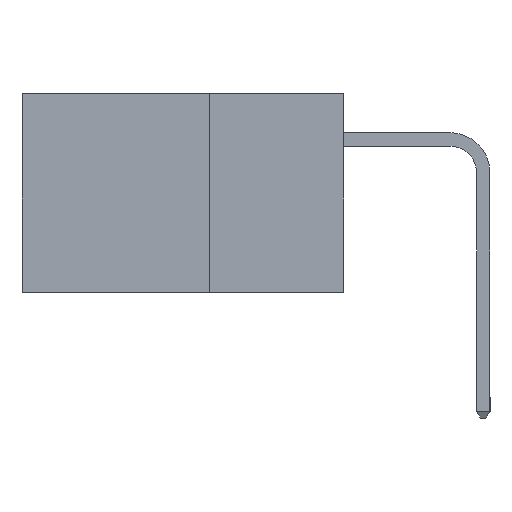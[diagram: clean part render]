
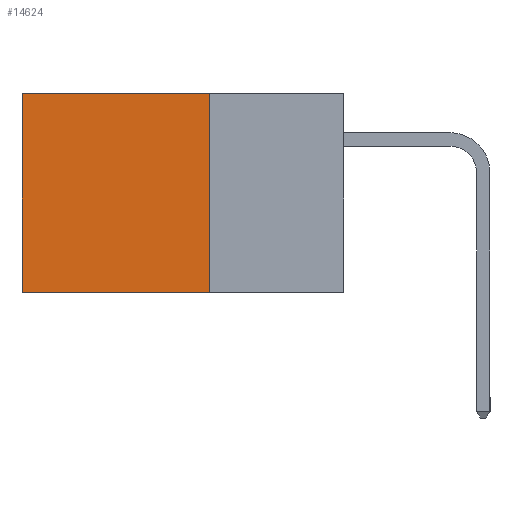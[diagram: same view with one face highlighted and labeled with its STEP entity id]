
A CAD part, left-side view. The second image highlights one B-rep face of the part: STEP entity #14624.
In plain terms, the highlighted planar face has unit normal (-1, 0, 0).
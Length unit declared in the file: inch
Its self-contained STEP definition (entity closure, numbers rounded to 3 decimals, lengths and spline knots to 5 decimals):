
#312 = EDGE_CURVE ( 'NONE', #19971, #16092, #2009, .T. ) ;
#558 = EDGE_CURVE ( 'NONE', #16092, #13836, #14103, .T. ) ;
#1512 = VECTOR ( 'NONE', #11585, 39.37008 ) ;
#2009 = LINE ( 'NONE', #12126, #1512 ) ;
#2398 = VECTOR ( 'NONE', #19691, 39.37008 ) ;
#3790 = EDGE_CURVE ( 'NONE', #19971, #9135, #20085, .T. ) ;
#4377 = ORIENTED_EDGE ( 'NONE', *, *, #558, .T. ) ;
#5357 = CARTESIAN_POINT ( 'NONE',  ( 0.2615, 0.6, -0.37 ) ) ;
#6033 = CARTESIAN_POINT ( 'NONE',  ( 0.2615, 0.6, -0.37 ) ) ;
#7665 = CARTESIAN_POINT ( 'NONE',  ( 0.2615, 0.25, -0.37 ) ) ;
#7780 = ORIENTED_EDGE ( 'NONE', *, *, #3790, .F. ) ;
#8382 = EDGE_CURVE ( 'NONE', #9135, #13836, #15318, .T. ) ;
#8500 = DIRECTION ( 'NONE',  ( 0., 0., -1. ) ) ;
#9135 = VERTEX_POINT ( 'NONE', #7665 ) ;
#10460 = ORIENTED_EDGE ( 'NONE', *, *, #8382, .F. ) ;
#11585 = DIRECTION ( 'NONE',  ( 0., 1., 0. ) ) ;
#12030 = DIRECTION ( 'NONE',  ( 0., 1., 0. ) ) ;
#12126 = CARTESIAN_POINT ( 'NONE',  ( 0.2615, 0.25, 0. ) ) ;
#12513 = FACE_OUTER_BOUND ( 'NONE', #21299, .T. ) ;
#12521 = CARTESIAN_POINT ( 'NONE',  ( 0.2615, 0.25, -0.37 ) ) ;
#12772 = CARTESIAN_POINT ( 'NONE',  ( 0.2615, 0.25, 0. ) ) ;
#13836 = VERTEX_POINT ( 'NONE', #5357 ) ;
#14103 = LINE ( 'NONE', #6033, #17957 ) ;
#14624 = ADVANCED_FACE ( 'NONE', ( #12513 ), #18926, .F. ) ;
#15318 = LINE ( 'NONE', #12521, #19125 ) ;
#16092 = VERTEX_POINT ( 'NONE', #18889 ) ;
#17509 = AXIS2_PLACEMENT_3D ( 'NONE', #19168, #18817, #18719 ) ;
#17957 = VECTOR ( 'NONE', #8500, 39.37008 ) ;
#18719 = DIRECTION ( 'NONE',  ( 0., 0., -1. ) ) ;
#18817 = DIRECTION ( 'NONE',  ( 1., 0., 0. ) ) ;
#18889 = CARTESIAN_POINT ( 'NONE',  ( 0.2615, 0.6, 0. ) ) ;
#18926 = PLANE ( 'NONE',  #17509 ) ;
#19125 = VECTOR ( 'NONE', #12030, 39.37008 ) ;
#19168 = CARTESIAN_POINT ( 'NONE',  ( 0.2615, 0.25, -0.37 ) ) ;
#19691 = DIRECTION ( 'NONE',  ( 0., 0., -1. ) ) ;
#19745 = CARTESIAN_POINT ( 'NONE',  ( 0.2615, 0.25, -0.37 ) ) ;
#19971 = VERTEX_POINT ( 'NONE', #12772 ) ;
#20085 = LINE ( 'NONE', #19745, #2398 ) ;
#20261 = ORIENTED_EDGE ( 'NONE', *, *, #312, .T. ) ;
#21299 = EDGE_LOOP ( 'NONE', ( #4377, #10460, #7780, #20261 ) ) ;
